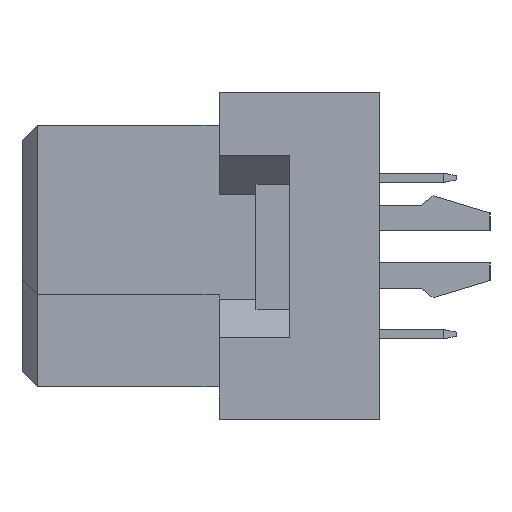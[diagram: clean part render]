
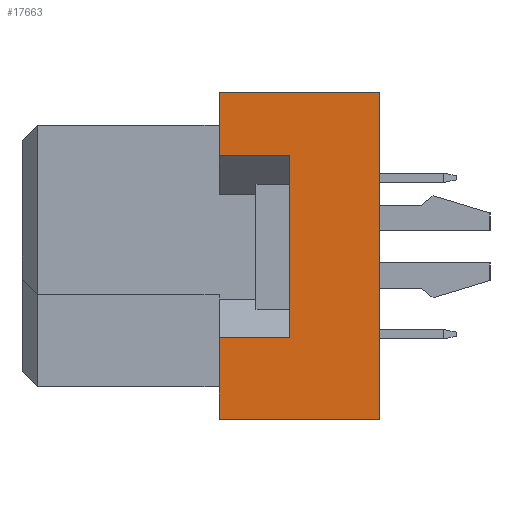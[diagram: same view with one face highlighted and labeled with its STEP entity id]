
A CAD part, left-side view. The second image highlights one B-rep face of the part: STEP entity #17663.
In plain terms, the highlighted planar face has unit normal (-1, 0, 0).
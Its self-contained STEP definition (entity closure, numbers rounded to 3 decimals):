
#312 = DIRECTION ( 'NONE',  ( 0., 1., 0. ) ) ;
#315 = VERTEX_POINT ( 'NONE', #17889 ) ;
#2970 = LINE ( 'NONE', #9774, #35961 ) ;
#3176 = LINE ( 'NONE', #15351, #24834 ) ;
#3393 = CARTESIAN_POINT ( 'NONE',  ( -47.5, -6.4, -2.65 ) ) ;
#4143 = EDGE_CURVE ( 'NONE', #9040, #315, #2970, .T. ) ;
#4839 = DIRECTION ( 'NONE',  ( -1., 0., 0. ) ) ;
#5462 = CARTESIAN_POINT ( 'NONE',  ( -47.5, -8.7, 3.25 ) ) ;
#6740 = EDGE_CURVE ( 'NONE', #34441, #17880, #17677, .T. ) ;
#6996 = VECTOR ( 'NONE', #12760, 1000. ) ;
#7114 = ORIENTED_EDGE ( 'NONE', *, *, #24762, .F. ) ;
#7750 = ORIENTED_EDGE ( 'NONE', *, *, #34318, .F. ) ;
#8531 = CARTESIAN_POINT ( 'NONE',  ( -47.5, -6.4, 3.25 ) ) ;
#8570 = DIRECTION ( 'NONE',  ( 0., 0., 1. ) ) ;
#8745 = EDGE_CURVE ( 'NONE', #9040, #16922, #22205, .T. ) ;
#9040 = VERTEX_POINT ( 'NONE', #25216 ) ;
#9774 = CARTESIAN_POINT ( 'NONE',  ( -47.5, -11.6, 5.3 ) ) ;
#9934 = ORIENTED_EDGE ( 'NONE', *, *, #4143, .T. ) ;
#11312 = VECTOR ( 'NONE', #38244, 1000. ) ;
#11459 = ORIENTED_EDGE ( 'NONE', *, *, #6740, .F. ) ;
#12299 = VERTEX_POINT ( 'NONE', #5462 ) ;
#12760 = DIRECTION ( 'NONE',  ( 0., 0., 1. ) ) ;
#14488 = CARTESIAN_POINT ( 'NONE',  ( -47.5, -6.4, -5.3 ) ) ;
#15351 = CARTESIAN_POINT ( 'NONE',  ( -47.5, -8.7, -2.65 ) ) ;
#15469 = CARTESIAN_POINT ( 'NONE',  ( -47.5, -11.6, 5.3 ) ) ;
#16520 = CARTESIAN_POINT ( 'NONE',  ( -47.5, -8.7, 3.25 ) ) ;
#16922 = VERTEX_POINT ( 'NONE', #17655 ) ;
#17312 = LINE ( 'NONE', #16520, #11312 ) ;
#17655 = CARTESIAN_POINT ( 'NONE',  ( -47.5, -6.4, -5.3 ) ) ;
#17663 = ADVANCED_FACE ( 'NONE', ( #25962 ), #32145, .T. ) ;
#17677 = LINE ( 'NONE', #14488, #34938 ) ;
#17880 = VERTEX_POINT ( 'NONE', #37313 ) ;
#17889 = CARTESIAN_POINT ( 'NONE',  ( -47.5, -11.6, 5.3 ) ) ;
#18204 = EDGE_CURVE ( 'NONE', #20741, #12299, #3176, .T. ) ;
#18495 = ORIENTED_EDGE ( 'NONE', *, *, #18204, .F. ) ;
#19094 = AXIS2_PLACEMENT_3D ( 'NONE', #20182, #4839, #32347 ) ;
#20182 = CARTESIAN_POINT ( 'NONE',  ( -47.5, -11.6, 5.3 ) ) ;
#20741 = VERTEX_POINT ( 'NONE', #24044 ) ;
#22205 = LINE ( 'NONE', #28381, #29149 ) ;
#23762 = ORIENTED_EDGE ( 'NONE', *, *, #31306, .T. ) ;
#24044 = CARTESIAN_POINT ( 'NONE',  ( -47.5, -8.7, -2.65 ) ) ;
#24762 = EDGE_CURVE ( 'NONE', #16922, #37234, #33880, .T. ) ;
#24834 = VECTOR ( 'NONE', #8570, 1000. ) ;
#25216 = CARTESIAN_POINT ( 'NONE',  ( -47.5, -11.6, -5.3 ) ) ;
#25632 = LINE ( 'NONE', #29210, #32918 ) ;
#25962 = FACE_OUTER_BOUND ( 'NONE', #36454, .T. ) ;
#27248 = ORIENTED_EDGE ( 'NONE', *, *, #8745, .F. ) ;
#28381 = CARTESIAN_POINT ( 'NONE',  ( -47.5, -11.6, -5.3 ) ) ;
#28775 = DIRECTION ( 'NONE',  ( 0., 1., 0. ) ) ;
#29149 = VECTOR ( 'NONE', #28775, 1000. ) ;
#29210 = CARTESIAN_POINT ( 'NONE',  ( -47.5, -8.7, -2.65 ) ) ;
#31306 = EDGE_CURVE ( 'NONE', #315, #17880, #33605, .T. ) ;
#32145 = PLANE ( 'NONE',  #19094 ) ;
#32347 = DIRECTION ( 'NONE',  ( 0., 0., 1. ) ) ;
#32918 = VECTOR ( 'NONE', #37617, 1000. ) ;
#33505 = EDGE_CURVE ( 'NONE', #20741, #37234, #25632, .T. ) ;
#33605 = LINE ( 'NONE', #15469, #36091 ) ;
#33677 = CARTESIAN_POINT ( 'NONE',  ( -47.5, -6.4, -5.3 ) ) ;
#33880 = LINE ( 'NONE', #33677, #6996 ) ;
#34318 = EDGE_CURVE ( 'NONE', #12299, #34441, #17312, .T. ) ;
#34441 = VERTEX_POINT ( 'NONE', #8531 ) ;
#34660 = ORIENTED_EDGE ( 'NONE', *, *, #33505, .T. ) ;
#34938 = VECTOR ( 'NONE', #36223, 1000. ) ;
#35961 = VECTOR ( 'NONE', #36874, 1000. ) ;
#36091 = VECTOR ( 'NONE', #312, 1000. ) ;
#36223 = DIRECTION ( 'NONE',  ( 0., 0., 1. ) ) ;
#36454 = EDGE_LOOP ( 'NONE', ( #34660, #7114, #27248, #9934, #23762, #11459, #7750, #18495 ) ) ;
#36874 = DIRECTION ( 'NONE',  ( 0., 0., 1. ) ) ;
#37234 = VERTEX_POINT ( 'NONE', #3393 ) ;
#37313 = CARTESIAN_POINT ( 'NONE',  ( -47.5, -6.4, 5.3 ) ) ;
#37617 = DIRECTION ( 'NONE',  ( 0., 1., 0. ) ) ;
#38244 = DIRECTION ( 'NONE',  ( 0., 1., 0. ) ) ;
